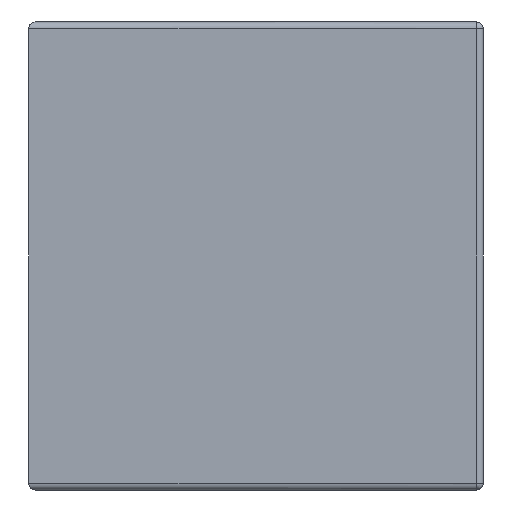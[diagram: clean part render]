
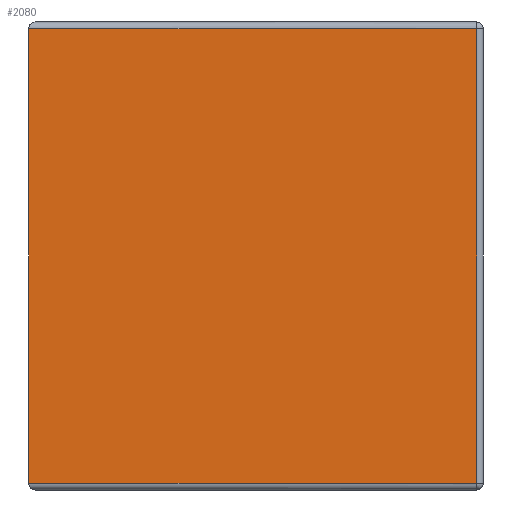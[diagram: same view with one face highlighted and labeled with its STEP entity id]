
A CAD part, left-side view. The second image highlights one B-rep face of the part: STEP entity #2080.
In plain terms, the highlighted planar face has unit normal (-1, 0, 0).
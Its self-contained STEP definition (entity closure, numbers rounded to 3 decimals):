
#90 = FACE_OUTER_BOUND ( 'NONE', #213, .T. ) ;
#156 = LINE ( 'NONE', #1253, #324 ) ;
#157 = CARTESIAN_POINT ( 'NONE',  ( -25., -16.5, 35. ) ) ;
#213 = EDGE_LOOP ( 'NONE', ( #2388, #2254, #737, #2520 ) ) ;
#324 = VECTOR ( 'NONE', #2374, 1000. ) ;
#326 = EDGE_CURVE ( 'NONE', #891, #2273, #1242, .T. ) ;
#389 = AXIS2_PLACEMENT_3D ( 'NONE', #2722, #2097, #992 ) ;
#484 = CARTESIAN_POINT ( 'NONE',  ( -25., -16.5, 34.5 ) ) ;
#502 = VECTOR ( 'NONE', #720, 1000. ) ;
#720 = DIRECTION ( 'NONE',  ( 0., -1., 0. ) ) ;
#737 = ORIENTED_EDGE ( 'NONE', *, *, #1587, .T. ) ;
#891 = VERTEX_POINT ( 'NONE', #1717 ) ;
#992 = DIRECTION ( 'NONE',  ( 0., 0., -1. ) ) ;
#1047 = CARTESIAN_POINT ( 'NONE',  ( -25., -17., 34.5 ) ) ;
#1133 = EDGE_CURVE ( 'NONE', #2273, #2328, #1711, .T. ) ;
#1242 = LINE ( 'NONE', #157, #1776 ) ;
#1253 = CARTESIAN_POINT ( 'NONE',  ( -25., 17., 35. ) ) ;
#1312 = LINE ( 'NONE', #2196, #502 ) ;
#1502 = VERTEX_POINT ( 'NONE', #1858 ) ;
#1587 = EDGE_CURVE ( 'NONE', #2328, #1502, #156, .T. ) ;
#1652 = PLANE ( 'NONE',  #389 ) ;
#1664 = DIRECTION ( 'NONE',  ( 0., 0., 1. ) ) ;
#1711 = LINE ( 'NONE', #1047, #2049 ) ;
#1717 = CARTESIAN_POINT ( 'NONE',  ( -25., -16.5, 0.5 ) ) ;
#1718 = EDGE_CURVE ( 'NONE', #1502, #891, #1312, .T. ) ;
#1776 = VECTOR ( 'NONE', #1664, 1000. ) ;
#1858 = CARTESIAN_POINT ( 'NONE',  ( -25., 17., 0.5 ) ) ;
#2049 = VECTOR ( 'NONE', #2839, 1000. ) ;
#2080 = ADVANCED_FACE ( 'NONE', ( #90 ), #1652, .F. ) ;
#2097 = DIRECTION ( 'NONE',  ( 1., 0., 0. ) ) ;
#2196 = CARTESIAN_POINT ( 'NONE',  ( -25., -17., 0.5 ) ) ;
#2254 = ORIENTED_EDGE ( 'NONE', *, *, #1133, .T. ) ;
#2273 = VERTEX_POINT ( 'NONE', #484 ) ;
#2328 = VERTEX_POINT ( 'NONE', #2751 ) ;
#2374 = DIRECTION ( 'NONE',  ( 0., 0., -1. ) ) ;
#2388 = ORIENTED_EDGE ( 'NONE', *, *, #326, .T. ) ;
#2520 = ORIENTED_EDGE ( 'NONE', *, *, #1718, .T. ) ;
#2722 = CARTESIAN_POINT ( 'NONE',  ( -25., -17., 35. ) ) ;
#2751 = CARTESIAN_POINT ( 'NONE',  ( -25., 17., 34.5 ) ) ;
#2839 = DIRECTION ( 'NONE',  ( 0., 1., 0. ) ) ;
